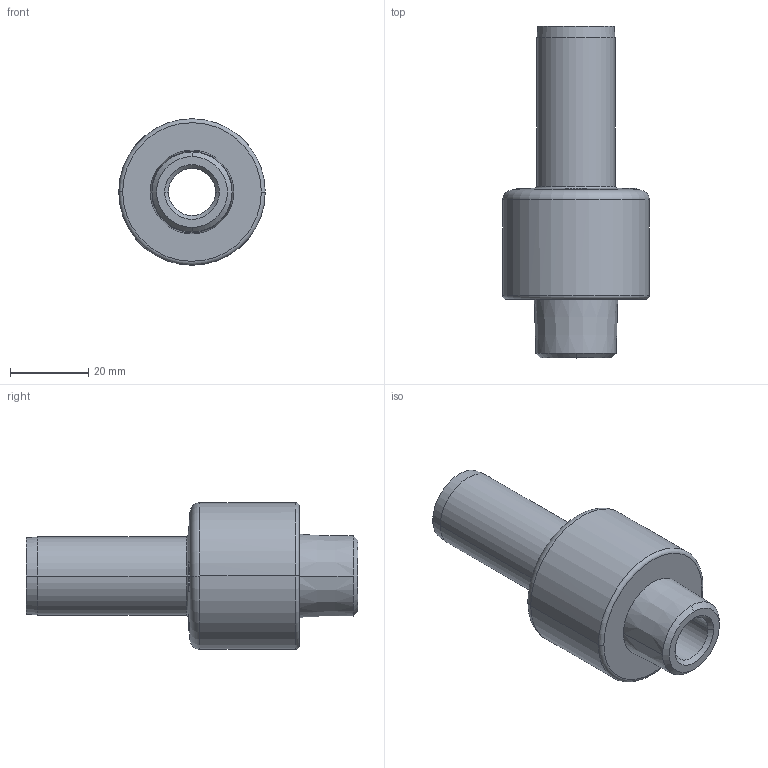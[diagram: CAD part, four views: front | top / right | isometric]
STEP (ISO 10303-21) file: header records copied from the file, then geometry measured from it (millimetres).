
FILE_DESCRIPTION((''),'2;1');
FILE_NAME('C050200001_AF0_13','2017-04-18T',('Stefano'),(''),'PRO/ENGINEER BY PARAMETRIC TECHNOLOGY CORPORATION, 2012130','PRO/ENGINEER BY PARAMETRIC TECHNOLOGY CORPORATION, 2012130','');
FILE_SCHEMA(('CONFIG_CONTROL_DESIGN'));
Length unit declared in the file: millimetre
Products named in the file (1): C050200001_AF0_13
Bounding box: 37.5 x 85 x 37.5 mm (x, y, z)
Volume: 36812.1 mm3; surface area: 12221.3 mm2
Topology: 1 solids, 1 shells, 1075 faces, 3049 edges, 2030 vertices
Faces by surface type: plane 1037, cone 21, cylinder 11, torus 6
Entity records: 35177 total; most frequent: CARTESIAN_POINT 8219, ORIENTED_EDGE 6098, DIRECTION 4700, EDGE_CURVE 3049, VECTOR 2448, LINE 2448, VERTEX_POINT 2030, EDGE_LOOP 1131
